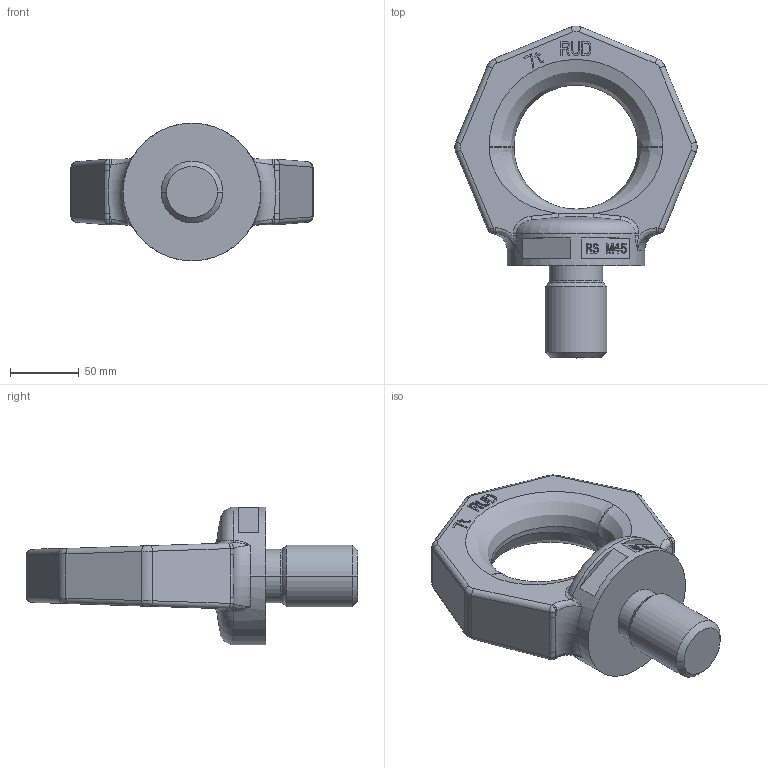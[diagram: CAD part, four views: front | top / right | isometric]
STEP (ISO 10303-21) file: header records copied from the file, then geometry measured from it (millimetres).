
FILE_DESCRIPTION((''),'2;1');
FILE_NAME('001-M31079-X05_ASM','2005-01-11T',('jakubetz'),(''),'PRO/ENGINEER BY PARAMETRIC TECHNOLOGY CORPORATION, 2001400','PRO/ENGINEER BY PARAMETRIC TECHNOLOGY CORPORATION, 2001400','');
FILE_SCHEMA(('CONFIG_CONTROL_DESIGN'));
Length unit declared in the file: millimetre
Products named in the file (3): 001-M31079-X05; 001-M31079-Y05; 001-M31079-X05_ASM
Assembly tree (2 placements, depth 2):
  001-M31079-X05_ASM
    001-M31079-X05
    001-M31079-Y05
Bounding box: 175.84 x 240.92 x 100 mm (x, y, z)
Volume: 896319 mm3; surface area: 84216.5 mm2
Topology: 2 solids, 2 shells, 377 faces, 1005 edges, 646 vertices
Faces by surface type: plane 286, bspline 42, cylinder 33, torus 6, cone 6, sphere 4
Entity records: 14908 total; most frequent: CARTESIAN_POINT 5721, ORIENTED_EDGE 2010, DIRECTION 1683, EDGE_CURVE 1005, VECTOR 827, LINE 827, VERTEX_POINT 646, AXIS2_PLACEMENT_3D 428
